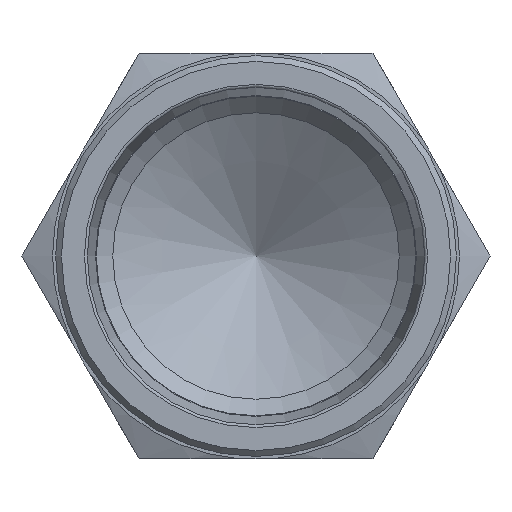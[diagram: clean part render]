
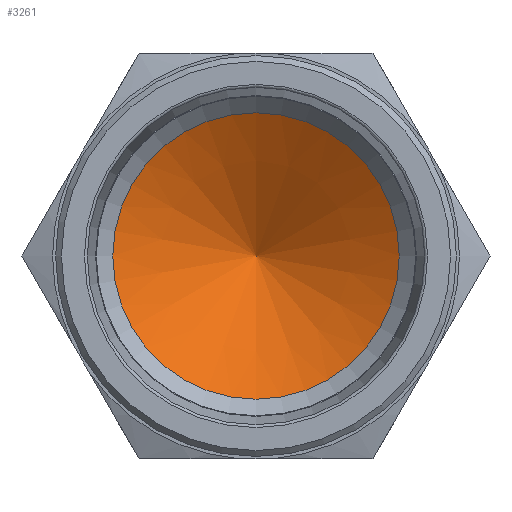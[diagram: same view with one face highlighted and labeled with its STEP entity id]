
A CAD part, left-side view. The second image highlights one B-rep face of the part: STEP entity #3261.
In plain terms, the highlighted conical face has half-angle 59 degrees and reference radius 11.11 mm.
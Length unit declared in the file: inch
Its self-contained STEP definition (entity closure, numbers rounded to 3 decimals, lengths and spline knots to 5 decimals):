
#3238=CARTESIAN_POINT('',(0.91,0.0,0.486));
#3239=VERTEX_POINT('',#3238);
#3240=CARTESIAN_POINT('',(0.91,0.0,0.0));
#3241=DIRECTION('',(-1.0,0.0,0.0));
#3242=DIRECTION('',(0.0,0.0,1.0));
#3243=AXIS2_PLACEMENT_3D('',#3240,#3241,#3242);
#3244=CIRCLE('',#3243,0.486);
#3245=EDGE_CURVE('',#3239,#3239,#3244,.T.);
#3253=CARTESIAN_POINT('',(0.9392,0.,0.0));
#3254=DIRECTION('',(-1.0,0.,0.));
#3255=DIRECTION('',(0.,-0.581,-0.814));
#3256=AXIS2_PLACEMENT_3D('',#3253,#3254,#3255);
#3257=CONICAL_SURFACE('',#3256,0.4374,59.);
#3258=ORIENTED_EDGE('',*,*,#3245,.T.);
#3259=EDGE_LOOP('',(#3258));
#3260=FACE_OUTER_BOUND('',#3259,.T.);
#3261=ADVANCED_FACE('',(#3260),#3257,.F.);
